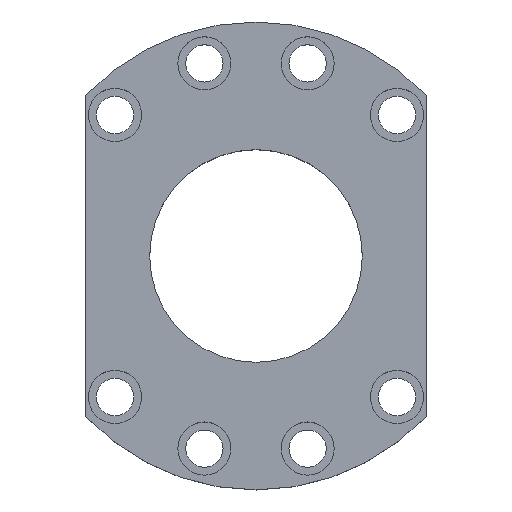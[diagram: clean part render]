
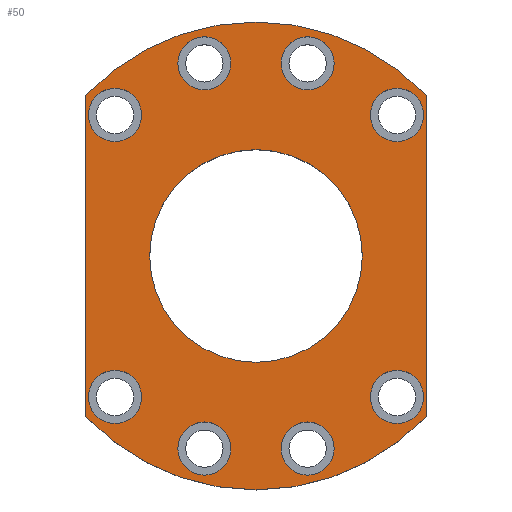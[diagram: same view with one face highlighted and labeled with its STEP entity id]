
A CAD part, top view. The second image highlights one B-rep face of the part: STEP entity #50.
In plain terms, the highlighted planar face has unit normal (0, 0, 1).
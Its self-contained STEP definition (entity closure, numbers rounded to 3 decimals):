
#2 = EDGE_LOOP ( 'NONE', ( #677 ) ) ;
#11 = FACE_BOUND ( 'NONE', #281, .T. ) ;
#17 = AXIS2_PLACEMENT_3D ( 'NONE', #865, #748, #642 ) ;
#24 = DIRECTION ( 'NONE',  ( 1., 0., 0. ) ) ;
#26 = EDGE_CURVE ( 'NONE', #497, #497, #143, .T. ) ;
#28 = AXIS2_PLACEMENT_3D ( 'NONE', #367, #264, #186 ) ;
#33 = AXIS2_PLACEMENT_3D ( 'NONE', #400, #303, #216 ) ;
#40 = EDGE_CURVE ( 'NONE', #308, #308, #713, .T. ) ;
#43 = DIRECTION ( 'NONE',  ( 0., -1., 0. ) ) ;
#45 = AXIS2_PLACEMENT_3D ( 'NONE', #473, #384, #285 ) ;
#50 = ADVANCED_FACE ( 'NONE', ( #610, #794, #853, #910, #11, #55, #80, #102, #124, #146 ), #53, .F. ) ;
#53 = PLANE ( 'NONE',  #765 ) ;
#55 = FACE_BOUND ( 'NONE', #305, .T. ) ;
#58 = DIRECTION ( 'NONE',  ( 0., 0., 1. ) ) ;
#64 = AXIS2_PLACEMENT_3D ( 'NONE', #199, #112, #24 ) ;
#73 = CIRCLE ( 'NONE', #838, 88. ) ;
#76 = DIRECTION ( 'NONE',  ( 1., 0., 0. ) ) ;
#80 = FACE_BOUND ( 'NONE', #183, .T. ) ;
#102 = FACE_BOUND ( 'NONE', #572, .T. ) ;
#110 = ORIENTED_EDGE ( 'NONE', *, *, #913, .F. ) ;
#112 = DIRECTION ( 'NONE',  ( 0., 0., 1. ) ) ;
#117 = EDGE_LOOP ( 'NONE', ( #145 ) ) ;
#121 = DIRECTION ( 'NONE',  ( 0., -1., 0. ) ) ;
#123 = EDGE_CURVE ( 'NONE', #627, #627, #476, .T. ) ;
#124 = FACE_BOUND ( 'NONE', #638, .T. ) ;
#131 = DIRECTION ( 'NONE',  ( 0., 0., 1. ) ) ;
#132 = EDGE_LOOP ( 'NONE', ( #541 ) ) ;
#139 = CIRCLE ( 'NONE', #17, 88. ) ;
#143 = CIRCLE ( 'NONE', #544, 10. ) ;
#145 = ORIENTED_EDGE ( 'NONE', *, *, #575, .F. ) ;
#146 = FACE_OUTER_BOUND ( 'NONE', #275, .T. ) ;
#151 = CARTESIAN_POINT ( 'NONE',  ( -19.411, -72.444, 0. ) ) ;
#162 = EDGE_CURVE ( 'NONE', #909, #798, #139, .T. ) ;
#168 = DIRECTION ( 'NONE',  ( 0., 0., 1. ) ) ;
#172 = CARTESIAN_POINT ( 'NONE',  ( -64., -60.399, 0. ) ) ;
#177 = CARTESIAN_POINT ( 'NONE',  ( 64., 60.399, 0. ) ) ;
#183 = EDGE_LOOP ( 'NONE', ( #448 ) ) ;
#185 = CARTESIAN_POINT ( 'NONE',  ( 63.033, -53.033, 0. ) ) ;
#186 = DIRECTION ( 'NONE',  ( 1., 0., 0. ) ) ;
#199 = CARTESIAN_POINT ( 'NONE',  ( 0., 0., 0. ) ) ;
#208 = CARTESIAN_POINT ( 'NONE',  ( -64., -60.399, 0. ) ) ;
#216 = DIRECTION ( 'NONE',  ( 1., 0., 0. ) ) ;
#223 = CARTESIAN_POINT ( 'NONE',  ( 63.033, 53.033, 0. ) ) ;
#224 = CARTESIAN_POINT ( 'NONE',  ( 0., 0., 0. ) ) ;
#233 = AXIS2_PLACEMENT_3D ( 'NONE', #698, #593, #514 ) ;
#247 = CARTESIAN_POINT ( 'NONE',  ( 19.411, -72.444, 0. ) ) ;
#250 = CARTESIAN_POINT ( 'NONE',  ( 64., -60.399, 0. ) ) ;
#261 = ORIENTED_EDGE ( 'NONE', *, *, #26, .F. ) ;
#264 = DIRECTION ( 'NONE',  ( 0., 0., 1. ) ) ;
#268 = CIRCLE ( 'NONE', #28, 10. ) ;
#275 = EDGE_LOOP ( 'NONE', ( #533, #578, #866, #465 ) ) ;
#281 = EDGE_LOOP ( 'NONE', ( #110 ) ) ;
#285 = DIRECTION ( 'NONE',  ( 1., 0., 0. ) ) ;
#288 = EDGE_CURVE ( 'NONE', #755, #909, #498, .T. ) ;
#298 = LINE ( 'NONE', #208, #482 ) ;
#303 = DIRECTION ( 'NONE',  ( 0., 0., 1. ) ) ;
#305 = EDGE_LOOP ( 'NONE', ( #261 ) ) ;
#308 = VERTEX_POINT ( 'NONE', #223 ) ;
#309 = DIRECTION ( 'NONE',  ( 0., 1., 0. ) ) ;
#312 = EDGE_CURVE ( 'NONE', #760, #755, #73, .T. ) ;
#326 = CARTESIAN_POINT ( 'NONE',  ( -64., 60.399, 0. ) ) ;
#329 = VERTEX_POINT ( 'NONE', #185 ) ;
#335 = EDGE_CURVE ( 'NONE', #812, #812, #538, .T. ) ;
#338 = EDGE_CURVE ( 'NONE', #801, #801, #759, .T. ) ;
#367 = CARTESIAN_POINT ( 'NONE',  ( 19.411, 72.444, 0. ) ) ;
#384 = DIRECTION ( 'NONE',  ( 0., 0., 1. ) ) ;
#391 = ORIENTED_EDGE ( 'NONE', *, *, #338, .F. ) ;
#400 = CARTESIAN_POINT ( 'NONE',  ( -19.411, 72.444, 0. ) ) ;
#405 = CARTESIAN_POINT ( 'NONE',  ( 29.411, -72.444, 0. ) ) ;
#407 = CARTESIAN_POINT ( 'NONE',  ( 64., -60.399, 0. ) ) ;
#415 = AXIS2_PLACEMENT_3D ( 'NONE', #882, #764, #659 ) ;
#448 = ORIENTED_EDGE ( 'NONE', *, *, #123, .F. ) ;
#465 = ORIENTED_EDGE ( 'NONE', *, *, #162, .T. ) ;
#473 = CARTESIAN_POINT ( 'NONE',  ( -53.033, -53.033, 0. ) ) ;
#476 = CIRCLE ( 'NONE', #696, 10. ) ;
#482 = VECTOR ( 'NONE', #121, 1000. ) ;
#497 = VERTEX_POINT ( 'NONE', #405 ) ;
#498 = LINE ( 'NONE', #407, #872 ) ;
#512 = ORIENTED_EDGE ( 'NONE', *, *, #335, .F. ) ;
#514 = DIRECTION ( 'NONE',  ( 1., 0., 0. ) ) ;
#519 = ORIENTED_EDGE ( 'NONE', *, *, #40, .F. ) ;
#533 = ORIENTED_EDGE ( 'NONE', *, *, #707, .T. ) ;
#538 = CIRCLE ( 'NONE', #45, 10. ) ;
#541 = ORIENTED_EDGE ( 'NONE', *, *, #699, .F. ) ;
#544 = AXIS2_PLACEMENT_3D ( 'NONE', #247, #168, #76 ) ;
#559 = CARTESIAN_POINT ( 'NONE',  ( -9.411, -72.444, 0. ) ) ;
#572 = EDGE_LOOP ( 'NONE', ( #512 ) ) ;
#575 = EDGE_CURVE ( 'NONE', #697, #697, #268, .T. ) ;
#578 = ORIENTED_EDGE ( 'NONE', *, *, #312, .T. ) ;
#593 = DIRECTION ( 'NONE',  ( 0., 0., 1. ) ) ;
#610 = FACE_BOUND ( 'NONE', #132, .T. ) ;
#627 = VERTEX_POINT ( 'NONE', #559 ) ;
#632 = AXIS2_PLACEMENT_3D ( 'NONE', #908, #792, #684 ) ;
#638 = EDGE_LOOP ( 'NONE', ( #391 ) ) ;
#642 = DIRECTION ( 'NONE',  ( 0., -1., 0. ) ) ;
#659 = DIRECTION ( 'NONE',  ( 1., 0., 0. ) ) ;
#662 = DIRECTION ( 'NONE',  ( 0., 1., 0. ) ) ;
#677 = ORIENTED_EDGE ( 'NONE', *, *, #828, .F. ) ;
#682 = CIRCLE ( 'NONE', #415, 10. ) ;
#684 = DIRECTION ( 'NONE',  ( 1., 0., 0. ) ) ;
#688 = CIRCLE ( 'NONE', #233, 10. ) ;
#696 = AXIS2_PLACEMENT_3D ( 'NONE', #151, #58, #889 ) ;
#697 = VERTEX_POINT ( 'NONE', #732 ) ;
#698 = CARTESIAN_POINT ( 'NONE',  ( 53.033, -53.033, 0. ) ) ;
#699 = EDGE_CURVE ( 'NONE', #780, #780, #682, .T. ) ;
#707 = EDGE_CURVE ( 'NONE', #798, #760, #298, .T. ) ;
#713 = CIRCLE ( 'NONE', #632, 10. ) ;
#732 = CARTESIAN_POINT ( 'NONE',  ( 29.411, 72.444, 0. ) ) ;
#746 = CARTESIAN_POINT ( 'NONE',  ( -43.033, 53.033, 0. ) ) ;
#748 = DIRECTION ( 'NONE',  ( 0., 0., 1. ) ) ;
#750 = EDGE_LOOP ( 'NONE', ( #519 ) ) ;
#755 = VERTEX_POINT ( 'NONE', #250 ) ;
#759 = CIRCLE ( 'NONE', #64, 40. ) ;
#760 = VERTEX_POINT ( 'NONE', #172 ) ;
#762 = CIRCLE ( 'NONE', #33, 10. ) ;
#764 = DIRECTION ( 'NONE',  ( 0., 0., 1. ) ) ;
#765 = AXIS2_PLACEMENT_3D ( 'NONE', #883, #767, #662 ) ;
#767 = DIRECTION ( 'NONE',  ( 0., 0., -1. ) ) ;
#780 = VERTEX_POINT ( 'NONE', #746 ) ;
#792 = DIRECTION ( 'NONE',  ( 0., 0., 1. ) ) ;
#794 = FACE_BOUND ( 'NONE', #2, .T. ) ;
#798 = VERTEX_POINT ( 'NONE', #326 ) ;
#801 = VERTEX_POINT ( 'NONE', #817 ) ;
#812 = VERTEX_POINT ( 'NONE', #816 ) ;
#816 = CARTESIAN_POINT ( 'NONE',  ( -43.033, -53.033, 0. ) ) ;
#817 = CARTESIAN_POINT ( 'NONE',  ( 40., 0., 0. ) ) ;
#828 = EDGE_CURVE ( 'NONE', #922, #922, #762, .T. ) ;
#832 = CARTESIAN_POINT ( 'NONE',  ( -9.411, 72.444, 0. ) ) ;
#838 = AXIS2_PLACEMENT_3D ( 'NONE', #224, #131, #43 ) ;
#853 = FACE_BOUND ( 'NONE', #117, .T. ) ;
#865 = CARTESIAN_POINT ( 'NONE',  ( 0., 0., 0. ) ) ;
#866 = ORIENTED_EDGE ( 'NONE', *, *, #288, .T. ) ;
#872 = VECTOR ( 'NONE', #309, 1000. ) ;
#882 = CARTESIAN_POINT ( 'NONE',  ( -53.033, 53.033, 0. ) ) ;
#883 = CARTESIAN_POINT ( 'NONE',  ( 0., 88., 0. ) ) ;
#889 = DIRECTION ( 'NONE',  ( 1., 0., 0. ) ) ;
#908 = CARTESIAN_POINT ( 'NONE',  ( 53.033, 53.033, 0. ) ) ;
#909 = VERTEX_POINT ( 'NONE', #177 ) ;
#910 = FACE_BOUND ( 'NONE', #750, .T. ) ;
#913 = EDGE_CURVE ( 'NONE', #329, #329, #688, .T. ) ;
#922 = VERTEX_POINT ( 'NONE', #832 ) ;
